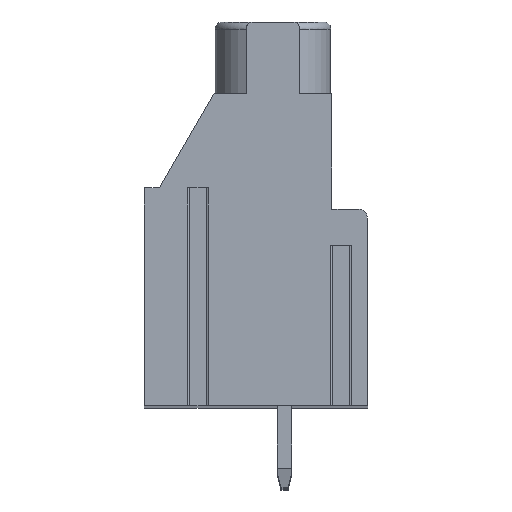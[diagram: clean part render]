
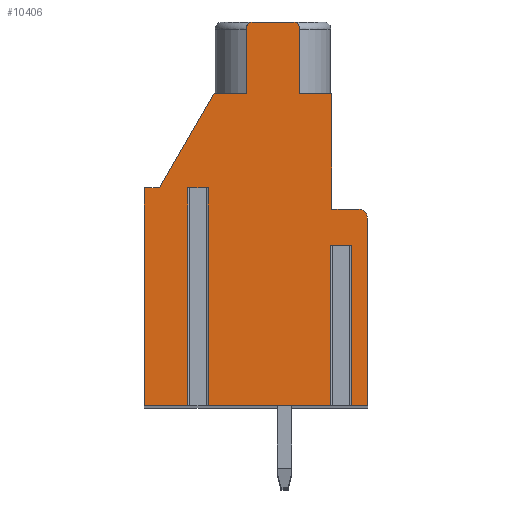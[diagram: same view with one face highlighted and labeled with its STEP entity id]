
A CAD part, top view. The second image highlights one B-rep face of the part: STEP entity #10406.
In plain terms, the highlighted planar face has unit normal (0, 0, 1).
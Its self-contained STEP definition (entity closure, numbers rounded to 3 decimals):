
#65=DIRECTION('',(-1.,0.,0.));
#66=VECTOR('',#65,1.146);
#67=CARTESIAN_POINT('',(-2.127,1.2,73.025));
#68=LINE('',#67,#66);
#69=DIRECTION('',(0.,-1.,0.));
#70=VECTOR('',#69,12.2);
#71=CARTESIAN_POINT('',(-3.273,1.2,73.025));
#72=LINE('',#71,#70);
#73=DIRECTION('',(1.,0.,0.));
#74=VECTOR('',#73,2.427);
#75=CARTESIAN_POINT('',(-5.7,-11.,73.025));
#76=LINE('',#75,#74);
#77=DIRECTION('',(0.,-1.,0.));
#78=VECTOR('',#77,12.2);
#79=CARTESIAN_POINT('',(-5.7,1.2,73.025));
#80=LINE('',#79,#78);
#81=DIRECTION('',(-1.,0.,0.));
#82=VECTOR('',#81,0.84);
#83=CARTESIAN_POINT('',(-4.86,1.2,73.025));
#84=LINE('',#83,#82);
#85=DIRECTION('',(-0.5,-0.866,0.));
#86=VECTOR('',#85,6.12);
#87=CARTESIAN_POINT('',(-1.8,6.5,73.025));
#88=LINE('',#87,#86);
#89=DIRECTION('',(-1.,0.,0.));
#90=VECTOR('',#89,1.8);
#91=CARTESIAN_POINT('',(0.,6.5,73.025));
#92=LINE('',#91,#90);
#93=DIRECTION('',(0.,-1.,0.));
#94=VECTOR('',#93,3.6);
#95=CARTESIAN_POINT('',(0.,10.1,73.025));
#96=LINE('',#95,#94);
#97=CARTESIAN_POINT('',(0.4,10.1,73.025));
#98=DIRECTION('',(0.,0.,1.));
#99=DIRECTION('',(0.,1.,0.));
#100=AXIS2_PLACEMENT_3D('',#97,#98,#99);
#102=DIRECTION('',(-1.,0.,0.));
#103=VECTOR('',#102,2.2);
#104=CARTESIAN_POINT('',(2.6,10.5,73.025));
#105=LINE('',#104,#103);
#106=CARTESIAN_POINT('',(2.6,10.1,73.025));
#107=DIRECTION('',(0.,0.,1.));
#108=DIRECTION('',(1.,0.,0.));
#109=AXIS2_PLACEMENT_3D('',#106,#107,#108);
#111=DIRECTION('',(0.,1.,0.));
#112=VECTOR('',#111,3.6);
#113=CARTESIAN_POINT('',(3.,6.5,73.025));
#114=LINE('',#113,#112);
#115=DIRECTION('',(-1.,0.,0.));
#116=VECTOR('',#115,1.8);
#117=CARTESIAN_POINT('',(4.8,6.5,73.025));
#118=LINE('',#117,#116);
#119=DIRECTION('',(0.,1.,0.));
#120=VECTOR('',#119,6.5);
#121=CARTESIAN_POINT('',(4.8,0.,73.025));
#122=LINE('',#121,#120);
#123=DIRECTION('',(-1.,0.,0.));
#124=VECTOR('',#123,1.5);
#125=CARTESIAN_POINT('',(6.3,0.,73.025));
#126=LINE('',#125,#124);
#127=CARTESIAN_POINT('',(6.3,-0.5,73.025));
#128=DIRECTION('',(0.,0.,1.));
#129=DIRECTION('',(1.,0.,0.));
#130=AXIS2_PLACEMENT_3D('',#127,#128,#129);
#132=DIRECTION('',(0.,1.,0.));
#133=VECTOR('',#132,10.5);
#134=CARTESIAN_POINT('',(6.8,-11.,73.025));
#135=LINE('',#134,#133);
#136=DIRECTION('',(1.,0.,0.));
#137=VECTOR('',#136,0.925);
#138=CARTESIAN_POINT('',(5.875,-11.,73.025));
#139=LINE('',#138,#137);
#140=DIRECTION('',(0.,-1.,0.));
#141=VECTOR('',#140,9.);
#142=CARTESIAN_POINT('',(5.875,-2.,73.025));
#143=LINE('',#142,#141);
#144=DIRECTION('',(-1.,0.,0.));
#145=VECTOR('',#144,1.146);
#146=CARTESIAN_POINT('',(5.875,-2.,73.025));
#147=LINE('',#146,#145);
#148=DIRECTION('',(0.,-1.,0.));
#149=VECTOR('',#148,9.);
#150=CARTESIAN_POINT('',(4.728,-2.,73.025));
#151=LINE('',#150,#149);
#152=DIRECTION('',(1.,0.,0.));
#153=VECTOR('',#152,6.855);
#154=CARTESIAN_POINT('',(-2.127,-11.,73.025));
#155=LINE('',#154,#153);
#156=DIRECTION('',(0.,-1.,0.));
#157=VECTOR('',#156,12.2);
#158=CARTESIAN_POINT('',(-2.127,1.2,73.025));
#159=LINE('',#158,#157);
#8099=CARTESIAN_POINT('',(6.8,-11.,73.025));
#8100=CARTESIAN_POINT('',(6.8,-0.5,73.025));
#8101=VERTEX_POINT('',#8099);
#8102=VERTEX_POINT('',#8100);
#8103=CARTESIAN_POINT('',(6.3,0.,73.025));
#8104=VERTEX_POINT('',#8103);
#8105=CARTESIAN_POINT('',(4.8,0.,73.025));
#8106=VERTEX_POINT('',#8105);
#8107=CARTESIAN_POINT('',(4.8,6.5,73.025));
#8108=VERTEX_POINT('',#8107);
#8109=CARTESIAN_POINT('',(3.,6.5,73.025));
#8110=VERTEX_POINT('',#8109);
#8111=CARTESIAN_POINT('',(3.,10.1,73.025));
#8112=VERTEX_POINT('',#8111);
#8113=CARTESIAN_POINT('',(2.6,10.5,73.025));
#8114=VERTEX_POINT('',#8113);
#8115=CARTESIAN_POINT('',(0.4,10.5,73.025));
#8116=VERTEX_POINT('',#8115);
#8117=CARTESIAN_POINT('',(0.,10.1,73.025));
#8118=VERTEX_POINT('',#8117);
#8119=CARTESIAN_POINT('',(0.,6.5,73.025));
#8120=VERTEX_POINT('',#8119);
#8121=CARTESIAN_POINT('',(-1.8,6.5,73.025));
#8122=VERTEX_POINT('',#8121);
#8123=CARTESIAN_POINT('',(-4.86,1.2,73.025));
#8124=VERTEX_POINT('',#8123);
#8125=CARTESIAN_POINT('',(-5.7,1.2,73.025));
#8126=VERTEX_POINT('',#8125);
#8127=CARTESIAN_POINT('',(-5.7,-11.,73.025));
#8128=VERTEX_POINT('',#8127);
#8285=CARTESIAN_POINT('',(5.875,-2.,73.025));
#8286=CARTESIAN_POINT('',(4.728,-2.,73.025));
#8287=VERTEX_POINT('',#8285);
#8288=VERTEX_POINT('',#8286);
#8289=CARTESIAN_POINT('',(5.875,-11.,73.025));
#8290=VERTEX_POINT('',#8289);
#8291=CARTESIAN_POINT('',(4.728,-11.,73.025));
#8292=VERTEX_POINT('',#8291);
#8317=CARTESIAN_POINT('',(-2.127,1.2,73.025));
#8318=CARTESIAN_POINT('',(-3.273,1.2,73.025));
#8319=VERTEX_POINT('',#8317);
#8320=VERTEX_POINT('',#8318);
#8321=CARTESIAN_POINT('',(-2.127,-11.,73.025));
#8322=VERTEX_POINT('',#8321);
#8323=CARTESIAN_POINT('',(-3.273,-11.,73.025));
#8324=VERTEX_POINT('',#8323);
#10353=CARTESIAN_POINT('',(0.,0.,73.025));
#10354=DIRECTION('',(0.,0.,1.));
#10355=DIRECTION('',(1.,0.,0.));
#10356=AXIS2_PLACEMENT_3D('',#10353,#10354,#10355);
#10357=PLANE('',#10356);
#10359=ORIENTED_EDGE('',*,*,#10358,.T.);
#10361=ORIENTED_EDGE('',*,*,#10360,.T.);
#10363=ORIENTED_EDGE('',*,*,#10362,.F.);
#10365=ORIENTED_EDGE('',*,*,#10364,.F.);
#10367=ORIENTED_EDGE('',*,*,#10366,.F.);
#10369=ORIENTED_EDGE('',*,*,#10368,.F.);
#10371=ORIENTED_EDGE('',*,*,#10370,.F.);
#10373=ORIENTED_EDGE('',*,*,#10372,.F.);
#10375=ORIENTED_EDGE('',*,*,#10374,.F.);
#10377=ORIENTED_EDGE('',*,*,#10376,.F.);
#10379=ORIENTED_EDGE('',*,*,#10378,.F.);
#10381=ORIENTED_EDGE('',*,*,#10380,.F.);
#10383=ORIENTED_EDGE('',*,*,#10382,.F.);
#10385=ORIENTED_EDGE('',*,*,#10384,.F.);
#10387=ORIENTED_EDGE('',*,*,#10386,.F.);
#10389=ORIENTED_EDGE('',*,*,#10388,.F.);
#10391=ORIENTED_EDGE('',*,*,#10390,.F.);
#10393=ORIENTED_EDGE('',*,*,#10392,.F.);
#10395=ORIENTED_EDGE('',*,*,#10394,.F.);
#10397=ORIENTED_EDGE('',*,*,#10396,.T.);
#10399=ORIENTED_EDGE('',*,*,#10398,.T.);
#10401=ORIENTED_EDGE('',*,*,#10400,.F.);
#10403=ORIENTED_EDGE('',*,*,#10402,.F.);
#10404=EDGE_LOOP('',(#10359,#10361,#10363,#10365,#10367,#10369,#10371,#10373,
#10375,#10377,#10379,#10381,#10383,#10385,#10387,#10389,#10391,#10393,#10395,
#10397,#10399,#10401,#10403));
#10405=FACE_OUTER_BOUND('',#10404,.F.);
#101=CIRCLE('',#100,0.4);
#110=CIRCLE('',#109,0.4);
#131=CIRCLE('',#130,0.5);
#10358=EDGE_CURVE('',#8319,#8320,#68,.T.);
#10360=EDGE_CURVE('',#8320,#8324,#72,.T.);
#10362=EDGE_CURVE('',#8128,#8324,#76,.T.);
#10364=EDGE_CURVE('',#8126,#8128,#80,.T.);
#10366=EDGE_CURVE('',#8124,#8126,#84,.T.);
#10368=EDGE_CURVE('',#8122,#8124,#88,.T.);
#10370=EDGE_CURVE('',#8120,#8122,#92,.T.);
#10372=EDGE_CURVE('',#8118,#8120,#96,.T.);
#10374=EDGE_CURVE('',#8116,#8118,#101,.T.);
#10376=EDGE_CURVE('',#8114,#8116,#105,.T.);
#10378=EDGE_CURVE('',#8112,#8114,#110,.T.);
#10380=EDGE_CURVE('',#8110,#8112,#114,.T.);
#10382=EDGE_CURVE('',#8108,#8110,#118,.T.);
#10384=EDGE_CURVE('',#8106,#8108,#122,.T.);
#10386=EDGE_CURVE('',#8104,#8106,#126,.T.);
#10388=EDGE_CURVE('',#8102,#8104,#131,.T.);
#10390=EDGE_CURVE('',#8101,#8102,#135,.T.);
#10392=EDGE_CURVE('',#8290,#8101,#139,.T.);
#10394=EDGE_CURVE('',#8287,#8290,#143,.T.);
#10396=EDGE_CURVE('',#8287,#8288,#147,.T.);
#10398=EDGE_CURVE('',#8288,#8292,#151,.T.);
#10400=EDGE_CURVE('',#8322,#8292,#155,.T.);
#10402=EDGE_CURVE('',#8319,#8322,#159,.T.);
#10406=ADVANCED_FACE('',(#10405),#10357,.T.);
